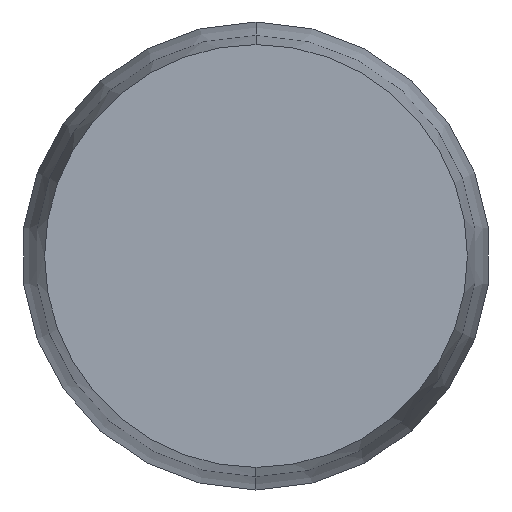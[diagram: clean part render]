
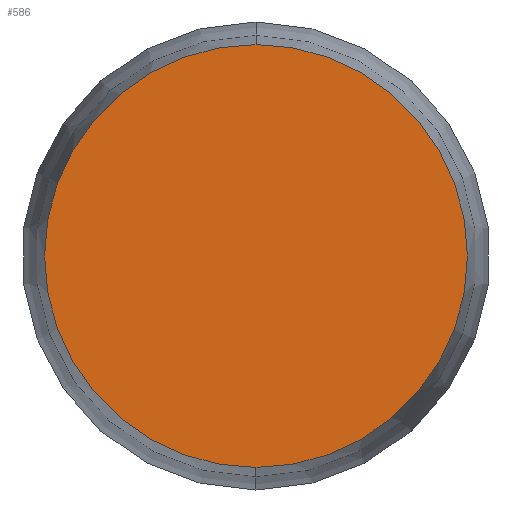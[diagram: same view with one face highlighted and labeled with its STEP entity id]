
A CAD part, front view. The second image highlights one B-rep face of the part: STEP entity #586.
In plain terms, the highlighted planar face has unit normal (0, -1, 0).
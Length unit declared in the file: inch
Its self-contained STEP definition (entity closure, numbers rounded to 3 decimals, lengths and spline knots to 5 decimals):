
#2 = DIRECTION ( 'NONE',  ( 0., 0., 1. ) ) ;
#196 = CIRCLE ( 'NONE', #1038, 0.01875 ) ;
#229 = CIRCLE ( 'NONE', #997, 0.01875 ) ;
#326 = EDGE_LOOP ( 'NONE', ( #1452, #1407 ) ) ;
#433 = PLANE ( 'NONE',  #1568 ) ;
#501 = DIRECTION ( 'NONE',  ( 0., 1., 0. ) ) ;
#541 = CARTESIAN_POINT ( 'NONE',  ( -0.01875, -1.05, 0. ) ) ;
#586 = ADVANCED_FACE ( 'NONE', ( #936 ), #433, .F. ) ;
#809 = CARTESIAN_POINT ( 'NONE',  ( 0., -1.05, 0. ) ) ;
#810 = DIRECTION ( 'NONE',  ( 0., -1., 0. ) ) ;
#811 = DIRECTION ( 'NONE',  ( 0., 0., -1. ) ) ;
#838 = CARTESIAN_POINT ( 'NONE',  ( 0., -1.05, 0.01875 ) ) ;
#936 = FACE_OUTER_BOUND ( 'NONE', #326, .T. ) ;
#997 = AXIS2_PLACEMENT_3D ( 'NONE', #809, #810, #811 ) ;
#1038 = AXIS2_PLACEMENT_3D ( 'NONE', #1169, #1170, #1171 ) ;
#1078 = CARTESIAN_POINT ( 'NONE',  ( 0., -1.05, -0.01875 ) ) ;
#1169 = CARTESIAN_POINT ( 'NONE',  ( 0., -1.05, 0. ) ) ;
#1170 = DIRECTION ( 'NONE',  ( 0., -1., 0. ) ) ;
#1171 = DIRECTION ( 'NONE',  ( 0., 0., -1. ) ) ;
#1345 = EDGE_CURVE ( 'NONE', #1461, #1388, #229, .T. ) ;
#1388 = VERTEX_POINT ( 'NONE', #838 ) ;
#1407 = ORIENTED_EDGE ( 'NONE', *, *, #1522, .T. ) ;
#1452 = ORIENTED_EDGE ( 'NONE', *, *, #1345, .T. ) ;
#1461 = VERTEX_POINT ( 'NONE', #1078 ) ;
#1522 = EDGE_CURVE ( 'NONE', #1388, #1461, #196, .T. ) ;
#1568 = AXIS2_PLACEMENT_3D ( 'NONE', #541, #501, #2 ) ;
